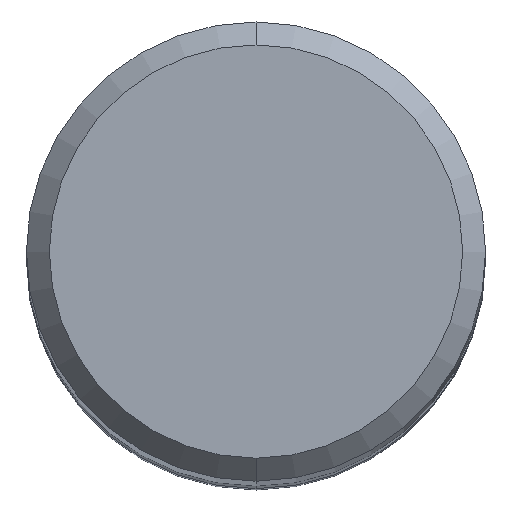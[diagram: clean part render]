
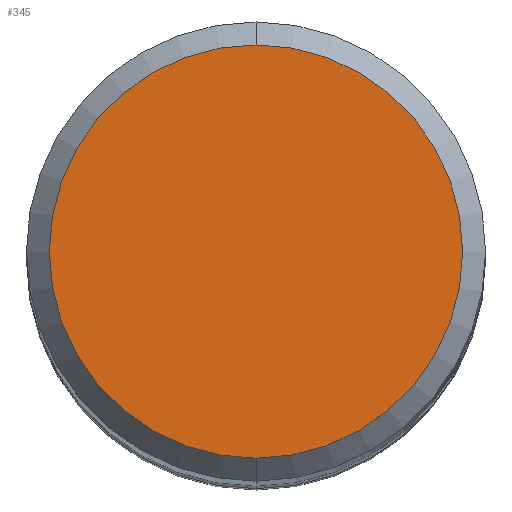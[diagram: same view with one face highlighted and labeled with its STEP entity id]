
A CAD part, top view. The second image highlights one B-rep face of the part: STEP entity #345.
In plain terms, the highlighted planar face has unit normal (0, 0, 1).
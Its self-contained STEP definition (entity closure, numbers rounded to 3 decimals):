
#333=VERTEX_POINT('',#728);
#335=VERTEX_POINT('',#730);
#345=ADVANCED_FACE('',(#740),#741,.T.);
#469=EDGE_CURVE('',#335,#333,#884,.T.);
#563=EDGE_CURVE('',#333,#335,#989,.T.);
#728=CARTESIAN_POINT('',(0.,-3.6,0.0));
#730=CARTESIAN_POINT('',(0.0,3.6,0.0));
#740=FACE_OUTER_BOUND('',#1303,.T.);
#741=PLANE('',#1304);
#884=CIRCLE('',#1546,3.6);
#989=CIRCLE('',#1721,3.6);
#1303=EDGE_LOOP('',(#1895,#1896));
#1304=AXIS2_PLACEMENT_3D('',#1897,#1898,#1899);
#1546=AXIS2_PLACEMENT_3D('',#2080,#2081,#2082);
#1721=AXIS2_PLACEMENT_3D('',#2231,#2232,#2233);
#1895=ORIENTED_EDGE('',*,*,#469,.F.);
#1896=ORIENTED_EDGE('',*,*,#563,.F.);
#1897=CARTESIAN_POINT('',(0.0,1.8,0.0));
#1898=DIRECTION('',(-0.0,0.0,1.0));
#1899=DIRECTION('',(0.0,-1.0,0.0));
#2080=CARTESIAN_POINT('',(0.0,0.0,0.0));
#2081=DIRECTION('',(0.0,0.0,-1.0));
#2082=DIRECTION('',(0.0,1.0,0.0));
#2231=CARTESIAN_POINT('',(0.0,0.0,0.0));
#2232=DIRECTION('',(0.0,0.0,-1.0));
#2233=DIRECTION('',(0.0,1.0,0.0));
